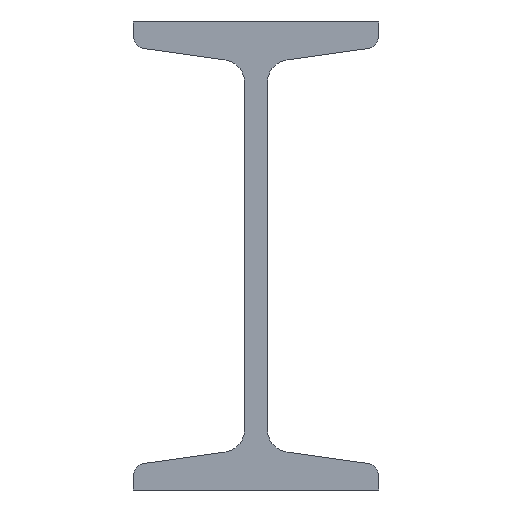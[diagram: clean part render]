
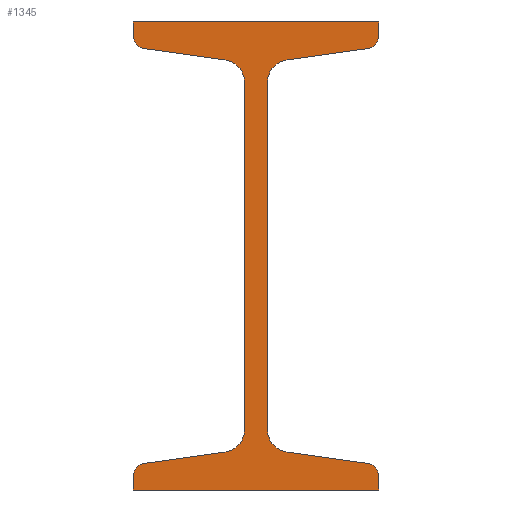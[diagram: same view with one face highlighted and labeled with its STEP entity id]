
A CAD part, front view. The second image highlights one B-rep face of the part: STEP entity #1345.
In plain terms, the highlighted planar face has unit normal (0, -1, 0).
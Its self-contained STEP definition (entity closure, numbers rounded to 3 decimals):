
#2=DIRECTION('',(0.,0.,1.));
#3=VECTOR('',#2,2.267);
#4=CARTESIAN_POINT('',(-21.,0.,-40.));
#5=LINE('',#4,#3);
#6=CARTESIAN_POINT('',(-18.7,0.,-37.733));
#7=DIRECTION('',(0.,1.,0.));
#8=DIRECTION('',(-1.,0.,0.));
#9=AXIS2_PLACEMENT_3D('',#6,#7,#8);
#11=DIRECTION('',(0.99,0.,0.139));
#12=VECTOR('',#11,13.848);
#13=CARTESIAN_POINT('',(-19.02,0.,-35.455));
#14=LINE('',#13,#12);
#15=CARTESIAN_POINT('',(-5.85,0.,-29.666));
#16=DIRECTION('',(0.,-1.,0.));
#17=DIRECTION('',(0.139,0.,-0.99));
#18=AXIS2_PLACEMENT_3D('',#15,#16,#17);
#20=DIRECTION('',(0.,0.,1.));
#21=VECTOR('',#20,59.332);
#22=CARTESIAN_POINT('',(-1.95,0.,-29.666));
#23=LINE('',#22,#21);
#24=CARTESIAN_POINT('',(-5.85,0.,29.666));
#25=DIRECTION('',(0.,-1.,0.));
#26=DIRECTION('',(1.,0.,0.));
#27=AXIS2_PLACEMENT_3D('',#24,#25,#26);
#29=DIRECTION('',(-0.99,0.,0.139));
#30=VECTOR('',#29,13.848);
#31=CARTESIAN_POINT('',(-5.307,0.,33.528));
#32=LINE('',#31,#30);
#33=CARTESIAN_POINT('',(-18.7,0.,37.733));
#34=DIRECTION('',(0.,1.,0.));
#35=DIRECTION('',(-0.139,0.,-0.99));
#36=AXIS2_PLACEMENT_3D('',#33,#34,#35);
#38=DIRECTION('',(0.,0.,1.));
#39=VECTOR('',#38,2.267);
#40=CARTESIAN_POINT('',(-21.,0.,37.733));
#41=LINE('',#40,#39);
#42=DIRECTION('',(1.,0.,0.));
#43=VECTOR('',#42,42.);
#44=CARTESIAN_POINT('',(-21.,0.,40.));
#45=LINE('',#44,#43);
#46=DIRECTION('',(0.,0.,-1.));
#47=VECTOR('',#46,2.267);
#48=CARTESIAN_POINT('',(21.,0.,40.));
#49=LINE('',#48,#47);
#50=CARTESIAN_POINT('',(18.7,0.,37.733));
#51=DIRECTION('',(0.,1.,0.));
#52=DIRECTION('',(1.,0.,0.));
#53=AXIS2_PLACEMENT_3D('',#50,#51,#52);
#55=DIRECTION('',(-0.99,0.,-0.139));
#56=VECTOR('',#55,13.848);
#57=CARTESIAN_POINT('',(19.02,0.,35.455));
#58=LINE('',#57,#56);
#59=CARTESIAN_POINT('',(5.85,0.,29.666));
#60=DIRECTION('',(0.,-1.,0.));
#61=DIRECTION('',(-0.139,0.,0.99));
#62=AXIS2_PLACEMENT_3D('',#59,#60,#61);
#64=DIRECTION('',(0.,0.,-1.));
#65=VECTOR('',#64,59.332);
#66=CARTESIAN_POINT('',(1.95,0.,29.666));
#67=LINE('',#66,#65);
#68=CARTESIAN_POINT('',(5.85,0.,-29.666));
#69=DIRECTION('',(0.,-1.,0.));
#70=DIRECTION('',(-1.,0.,0.));
#71=AXIS2_PLACEMENT_3D('',#68,#69,#70);
#73=DIRECTION('',(0.99,0.,-0.139));
#74=VECTOR('',#73,13.848);
#75=CARTESIAN_POINT('',(5.307,0.,-33.528));
#76=LINE('',#75,#74);
#77=CARTESIAN_POINT('',(18.7,0.,-37.733));
#78=DIRECTION('',(0.,1.,0.));
#79=DIRECTION('',(0.139,0.,0.99));
#80=AXIS2_PLACEMENT_3D('',#77,#78,#79);
#82=DIRECTION('',(0.,0.,-1.));
#83=VECTOR('',#82,2.267);
#84=CARTESIAN_POINT('',(21.,0.,-37.733));
#85=LINE('',#84,#83);
#86=DIRECTION('',(-1.,0.,0.));
#87=VECTOR('',#86,42.);
#88=CARTESIAN_POINT('',(21.,0.,-40.));
#89=LINE('',#88,#87);
#978=CARTESIAN_POINT('',(-21.,0.,-40.));
#979=CARTESIAN_POINT('',(-21.,0.,-37.733));
#980=VERTEX_POINT('',#978);
#981=VERTEX_POINT('',#979);
#982=CARTESIAN_POINT('',(-19.02,0.,-35.455));
#983=VERTEX_POINT('',#982);
#984=CARTESIAN_POINT('',(-5.307,0.,-33.528));
#985=VERTEX_POINT('',#984);
#986=CARTESIAN_POINT('',(-1.95,0.,-29.666));
#987=VERTEX_POINT('',#986);
#988=CARTESIAN_POINT('',(-1.95,0.,29.666));
#989=VERTEX_POINT('',#988);
#990=CARTESIAN_POINT('',(-5.307,0.,33.528));
#991=VERTEX_POINT('',#990);
#992=CARTESIAN_POINT('',(-19.02,0.,35.455));
#993=VERTEX_POINT('',#992);
#994=CARTESIAN_POINT('',(-21.,0.,37.733));
#995=VERTEX_POINT('',#994);
#996=CARTESIAN_POINT('',(-21.,0.,40.));
#997=VERTEX_POINT('',#996);
#998=CARTESIAN_POINT('',(21.,0.,40.));
#999=VERTEX_POINT('',#998);
#1000=CARTESIAN_POINT('',(21.,0.,37.733));
#1001=VERTEX_POINT('',#1000);
#1002=CARTESIAN_POINT('',(19.02,0.,35.455));
#1003=VERTEX_POINT('',#1002);
#1004=CARTESIAN_POINT('',(5.307,0.,33.528));
#1005=VERTEX_POINT('',#1004);
#1006=CARTESIAN_POINT('',(1.95,0.,29.666));
#1007=VERTEX_POINT('',#1006);
#1008=CARTESIAN_POINT('',(1.95,0.,-29.666));
#1009=VERTEX_POINT('',#1008);
#1010=CARTESIAN_POINT('',(5.307,0.,-33.528));
#1011=VERTEX_POINT('',#1010);
#1012=CARTESIAN_POINT('',(19.02,0.,-35.455));
#1013=VERTEX_POINT('',#1012);
#1014=CARTESIAN_POINT('',(21.,0.,-37.733));
#1015=VERTEX_POINT('',#1014);
#1016=CARTESIAN_POINT('',(21.,0.,-40.));
#1017=VERTEX_POINT('',#1016);
#1298=CARTESIAN_POINT('',(0.,0.,0.));
#1299=DIRECTION('',(0.,1.,0.));
#1300=DIRECTION('',(1.,0.,0.));
#1301=AXIS2_PLACEMENT_3D('',#1298,#1299,#1300);
#1302=PLANE('',#1301);
#1304=ORIENTED_EDGE('',*,*,#1303,.T.);
#1306=ORIENTED_EDGE('',*,*,#1305,.T.);
#1308=ORIENTED_EDGE('',*,*,#1307,.T.);
#1310=ORIENTED_EDGE('',*,*,#1309,.T.);
#1312=ORIENTED_EDGE('',*,*,#1311,.T.);
#1314=ORIENTED_EDGE('',*,*,#1313,.T.);
#1316=ORIENTED_EDGE('',*,*,#1315,.T.);
#1318=ORIENTED_EDGE('',*,*,#1317,.T.);
#1320=ORIENTED_EDGE('',*,*,#1319,.T.);
#1322=ORIENTED_EDGE('',*,*,#1321,.T.);
#1324=ORIENTED_EDGE('',*,*,#1323,.T.);
#1326=ORIENTED_EDGE('',*,*,#1325,.T.);
#1328=ORIENTED_EDGE('',*,*,#1327,.T.);
#1330=ORIENTED_EDGE('',*,*,#1329,.T.);
#1332=ORIENTED_EDGE('',*,*,#1331,.T.);
#1334=ORIENTED_EDGE('',*,*,#1333,.T.);
#1336=ORIENTED_EDGE('',*,*,#1335,.T.);
#1338=ORIENTED_EDGE('',*,*,#1337,.T.);
#1340=ORIENTED_EDGE('',*,*,#1339,.T.);
#1342=ORIENTED_EDGE('',*,*,#1341,.T.);
#1343=EDGE_LOOP('',(#1304,#1306,#1308,#1310,#1312,#1314,#1316,#1318,#1320,#1322,
#1324,#1326,#1328,#1330,#1332,#1334,#1336,#1338,#1340,#1342));
#1344=FACE_OUTER_BOUND('',#1343,.F.);
#1345=ADVANCED_FACE('',(#1344),#1302,.F.);
#10=CIRCLE('',#9,2.3);
#19=CIRCLE('',#18,3.9);
#28=CIRCLE('',#27,3.9);
#37=CIRCLE('',#36,2.3);
#54=CIRCLE('',#53,2.3);
#63=CIRCLE('',#62,3.9);
#72=CIRCLE('',#71,3.9);
#81=CIRCLE('',#80,2.3);
#1303=EDGE_CURVE('',#980,#981,#5,.T.);
#1305=EDGE_CURVE('',#981,#983,#10,.T.);
#1307=EDGE_CURVE('',#983,#985,#14,.T.);
#1309=EDGE_CURVE('',#985,#987,#19,.T.);
#1311=EDGE_CURVE('',#987,#989,#23,.T.);
#1313=EDGE_CURVE('',#989,#991,#28,.T.);
#1315=EDGE_CURVE('',#991,#993,#32,.T.);
#1317=EDGE_CURVE('',#993,#995,#37,.T.);
#1319=EDGE_CURVE('',#995,#997,#41,.T.);
#1321=EDGE_CURVE('',#997,#999,#45,.T.);
#1323=EDGE_CURVE('',#999,#1001,#49,.T.);
#1325=EDGE_CURVE('',#1001,#1003,#54,.T.);
#1327=EDGE_CURVE('',#1003,#1005,#58,.T.);
#1329=EDGE_CURVE('',#1005,#1007,#63,.T.);
#1331=EDGE_CURVE('',#1007,#1009,#67,.T.);
#1333=EDGE_CURVE('',#1009,#1011,#72,.T.);
#1335=EDGE_CURVE('',#1011,#1013,#76,.T.);
#1337=EDGE_CURVE('',#1013,#1015,#81,.T.);
#1339=EDGE_CURVE('',#1015,#1017,#85,.T.);
#1341=EDGE_CURVE('',#1017,#980,#89,.T.);
